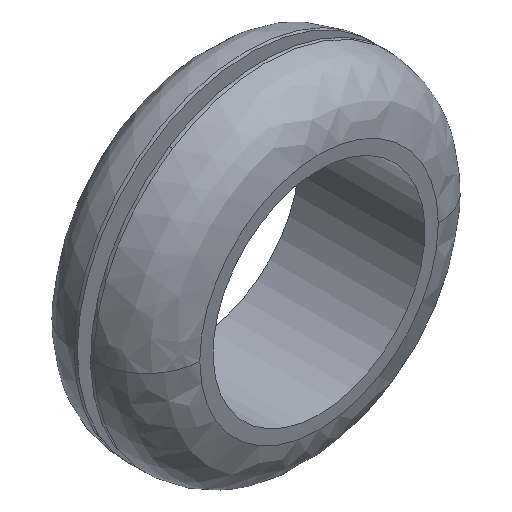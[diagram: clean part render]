
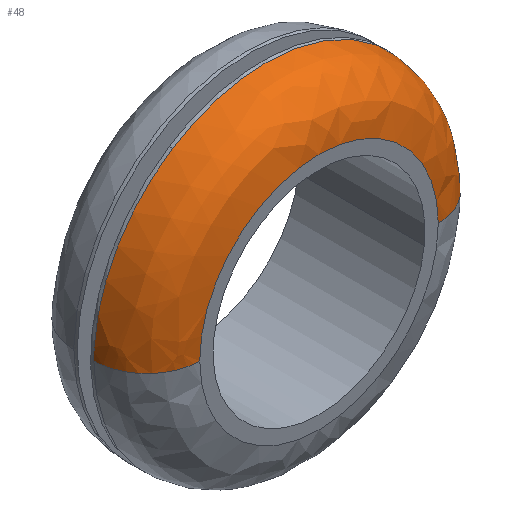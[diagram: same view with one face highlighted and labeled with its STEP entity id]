
A CAD part, isometric view. The second image highlights one B-rep face of the part: STEP entity #48.
In plain terms, the highlighted free-form (B-spline) face has degree [2, 2] with [5, 5] control points.
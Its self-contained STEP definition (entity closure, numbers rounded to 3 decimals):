
#48=ADVANCED_FACE('',(#141),#140,.T.);
#140=( BOUNDED_SURFACE() B_SPLINE_SURFACE( 2,2,((#264,#265,#266,#267,#268),(#269,#270,#271,#272,#273),(#274,#275,#276,#277,#278),(#279,#280,#281,#282,#283),(#284,#285,#286,#287,#288)), .UNSPECIFIED.,.F.,.F.,.F.) B_SPLINE_SURFACE_WITH_KNOTS((3,2,3),(3,2,3),(0.,1.047,1.571),(0.,1.571,3.142), .UNSPECIFIED. ) GEOMETRIC_REPRESENTATION_ITEM() RATIONAL_B_SPLINE_SURFACE(((1.,0.707,1.,0.707,1.),(0.866,0.612,0.866,0.612,0.866),(1.,0.707,1.,0.707,1.),(0.933,0.66,0.933,0.66,0.933),(0.933,0.66,0.933,0.66,0.933))) REPRESENTATION_ITEM('') SURFACE() );
#141=FACE_OUTER_BOUND('',#289,.T.);
#264=CARTESIAN_POINT('',(-26.,8.,0.));
#265=CARTESIAN_POINT('',(-26.,8.,26.));
#266=CARTESIAN_POINT('',(0.,8.,26.));
#267=CARTESIAN_POINT('',(26.,8.,26.));
#268=CARTESIAN_POINT('',(26.,8.,0.));
#269=CARTESIAN_POINT('',(-26.,3.381,0.));
#270=CARTESIAN_POINT('',(-26.,3.381,26.));
#271=CARTESIAN_POINT('',(0.,3.381,26.));
#272=CARTESIAN_POINT('',(26.,3.381,26.));
#273=CARTESIAN_POINT('',(26.,3.381,0.));
#274=CARTESIAN_POINT('',(-22.,1.072,0.));
#275=CARTESIAN_POINT('',(-22.,1.072,22.));
#276=CARTESIAN_POINT('',(0.,1.072,22.));
#277=CARTESIAN_POINT('',(22.,1.072,22.));
#278=CARTESIAN_POINT('',(22.,1.072,0.));
#279=CARTESIAN_POINT('',(-20.144,0.,0.));
#280=CARTESIAN_POINT('',(-20.144,0.,20.144));
#281=CARTESIAN_POINT('',(0.,0.,20.144));
#282=CARTESIAN_POINT('',(20.144,0.,20.144));
#283=CARTESIAN_POINT('',(20.144,0.,0.));
#284=CARTESIAN_POINT('',(-18.,0.,0.));
#285=CARTESIAN_POINT('',(-18.,0.,18.));
#286=CARTESIAN_POINT('',(0.,0.,18.));
#287=CARTESIAN_POINT('',(18.,0.,18.));
#288=CARTESIAN_POINT('',(18.,0.,0.));
#289=EDGE_LOOP('',(#437,#438,#439,#440,#441,#442,#443,#444));
#437=ORIENTED_EDGE('',*,*,#520,.T.);
#438=ORIENTED_EDGE('',*,*,#519,.T.);
#439=ORIENTED_EDGE('',*,*,#527,.T.);
#440=ORIENTED_EDGE('',*,*,#526,.T.);
#441=ORIENTED_EDGE('',*,*,#528,.T.);
#442=ORIENTED_EDGE('',*,*,#510,.F.);
#443=ORIENTED_EDGE('',*,*,#512,.F.);
#444=ORIENTED_EDGE('',*,*,#529,.F.);
#510=EDGE_CURVE('',#670,#671,#672,.T.);
#512=EDGE_CURVE('',#678,#670,#685,.T.);
#519=EDGE_CURVE('',#731,#724,#732,.T.);
#520=EDGE_CURVE('',#738,#731,#739,.T.);
#526=EDGE_CURVE('',#779,#772,#780,.T.);
#527=EDGE_CURVE('',#724,#779,#786,.T.);
#528=EDGE_CURVE('',#772,#671,#792,.T.);
#529=EDGE_CURVE('',#738,#678,#798,.T.);
#670=VERTEX_POINT('',#986);
#671=VERTEX_POINT('',#987);
#672=CIRCLE('',#991,18.);
#678=VERTEX_POINT('',#992);
#685=CIRCLE('',#1000,18.);
#724=VERTEX_POINT('',#1020);
#731=VERTEX_POINT('',#1023);
#732=CIRCLE('',#1027,26.);
#738=VERTEX_POINT('',#1028);
#739=CIRCLE('',#1032,26.);
#772=VERTEX_POINT('',#1050);
#779=VERTEX_POINT('',#1055);
#780=CIRCLE('',#1059,26.);
#786=CIRCLE('',#1063,26.);
#792=(BOUNDED_CURVE() B_SPLINE_CURVE(2,(#1064,#1065,#1066,#1067,#1068),.UNSPECIFIED.,.F.,.F.) B_SPLINE_CURVE_WITH_KNOTS((3,2,3),(0.,1.047,1.571),.UNSPECIFIED.) CURVE() GEOMETRIC_REPRESENTATION_ITEM() RATIONAL_B_SPLINE_CURVE((1.,0.866,1.,0.933,0.933)) REPRESENTATION_ITEM('') );
#798=(BOUNDED_CURVE() B_SPLINE_CURVE(2,(#1069,#1070,#1071,#1072,#1073),.UNSPECIFIED.,.F.,.F.) B_SPLINE_CURVE_WITH_KNOTS((3,2,3),(0.,1.047,1.571),.UNSPECIFIED.) CURVE() GEOMETRIC_REPRESENTATION_ITEM() RATIONAL_B_SPLINE_CURVE((1.,0.866,1.,0.933,0.933)) REPRESENTATION_ITEM('') );
#986=CARTESIAN_POINT('',(0.,0.,18.));
#987=CARTESIAN_POINT('',(-18.,0.,0.));
#988=CARTESIAN_POINT('',(0.,0.,0.));
#989=DIRECTION('',(0.,-1.,0.));
#990=DIRECTION('',(0.,0.,1.));
#991=AXIS2_PLACEMENT_3D('',#988,#989,#990);
#992=CARTESIAN_POINT('',(18.,0.,0.));
#997=CARTESIAN_POINT('',(0.,0.,0.));
#998=DIRECTION('',(0.,-1.,0.));
#999=DIRECTION('',(0.,0.,1.));
#1000=AXIS2_PLACEMENT_3D('',#997,#998,#999);
#1020=CARTESIAN_POINT('',(-14.111,8.,21.838));
#1023=CARTESIAN_POINT('',(0.,8.,26.));
#1024=CARTESIAN_POINT('',(0.,8.,0.));
#1025=DIRECTION('',(0.,-1.,0.));
#1026=DIRECTION('',(0.,0.,-1.));
#1027=AXIS2_PLACEMENT_3D('',#1024,#1025,#1026);
#1028=CARTESIAN_POINT('',(26.,8.,-0.001));
#1029=CARTESIAN_POINT('',(0.,8.,0.));
#1030=DIRECTION('',(0.,-1.,0.));
#1031=DIRECTION('',(-1.,0.,0.013));
#1032=AXIS2_PLACEMENT_3D('',#1029,#1030,#1031);
#1050=CARTESIAN_POINT('',(-26.,8.,0.));
#1055=CARTESIAN_POINT('',(-25.937,8.,1.813));
#1056=CARTESIAN_POINT('',(0.,8.,0.));
#1057=DIRECTION('',(0.,-1.,0.));
#1058=DIRECTION('',(0.998,0.,-0.07));
#1059=AXIS2_PLACEMENT_3D('',#1056,#1057,#1058);
#1060=CARTESIAN_POINT('',(0.,8.,0.));
#1061=DIRECTION('',(0.,-1.,0.));
#1062=DIRECTION('',(0.,0.,-1.));
#1063=AXIS2_PLACEMENT_3D('',#1060,#1061,#1062);
#1064=CARTESIAN_POINT('',(-26.,8.,0.));
#1065=CARTESIAN_POINT('',(-26.,3.381,0.));
#1066=CARTESIAN_POINT('',(-22.,1.072,0.));
#1067=CARTESIAN_POINT('',(-20.144,0.,0.));
#1068=CARTESIAN_POINT('',(-18.,0.,0.));
#1069=CARTESIAN_POINT('',(26.,8.,0.));
#1070=CARTESIAN_POINT('',(26.,3.381,0.));
#1071=CARTESIAN_POINT('',(22.,1.072,0.));
#1072=CARTESIAN_POINT('',(20.144,0.,0.));
#1073=CARTESIAN_POINT('',(18.,0.,0.));
